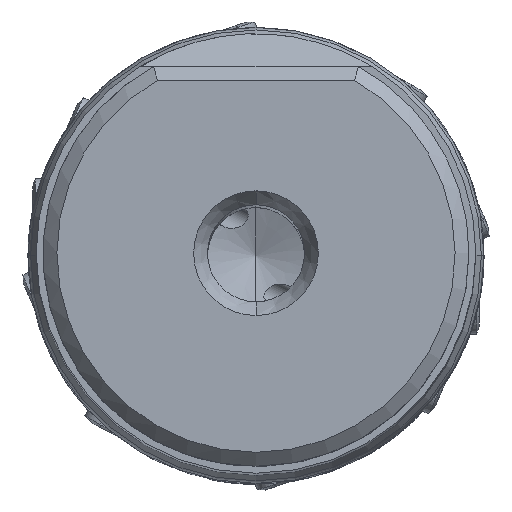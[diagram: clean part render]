
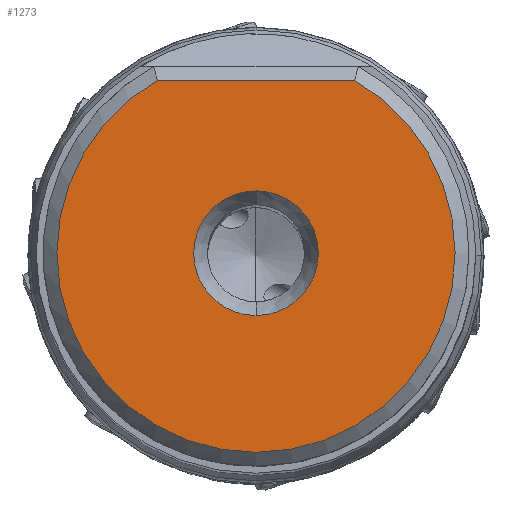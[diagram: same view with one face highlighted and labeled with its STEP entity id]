
A CAD part, top view. The second image highlights one B-rep face of the part: STEP entity #1273.
In plain terms, the highlighted planar face has unit normal (0, 0, 1).
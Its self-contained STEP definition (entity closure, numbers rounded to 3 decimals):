
#400=FACE_BOUND('',#3830,.T.);
#401=FACE_BOUND('',#3831,.T.);
#685=PLANE('',#19772);
#1273=ADVANCED_FACE('',(#400,#401),#685,.T.);
#3830=EDGE_LOOP('',(#10873,#10874,#10875));
#3831=EDGE_LOOP('',(#10876,#10877));
#4680=CIRCLE('',#19767,4.5);
#4681=CIRCLE('',#19769,14.375);
#4682=CIRCLE('',#19770,14.375);
#4683=CIRCLE('',#19771,4.5);
#5789=LINE('',#37865,#6766);
#6766=VECTOR('',#23610,1.);
#10873=ORIENTED_EDGE('',*,*,#16941,.F.);
#10874=ORIENTED_EDGE('',*,*,#16942,.F.);
#10875=ORIENTED_EDGE('',*,*,#16943,.T.);
#10876=ORIENTED_EDGE('',*,*,#16940,.F.);
#10877=ORIENTED_EDGE('',*,*,#16944,.F.);
#14608=VERTEX_POINT('',#37855);
#14609=VERTEX_POINT('',#37857);
#14610=VERTEX_POINT('',#37861);
#14611=VERTEX_POINT('',#37862);
#14612=VERTEX_POINT('',#37864);
#16940=EDGE_CURVE('',#14609,#14608,#4680,.T.);
#16941=EDGE_CURVE('',#14610,#14611,#4681,.T.);
#16942=EDGE_CURVE('',#14612,#14610,#4682,.T.);
#16943=EDGE_CURVE('',#14612,#14611,#5789,.T.);
#16944=EDGE_CURVE('',#14608,#14609,#4683,.T.);
#19767=AXIS2_PLACEMENT_3D('',#37858,#23602,#23603);
#19769=AXIS2_PLACEMENT_3D('',#37860,#23606,#23607);
#19770=AXIS2_PLACEMENT_3D('',#37863,#23608,#23609);
#19771=AXIS2_PLACEMENT_3D('',#37866,#23611,#23612);
#19772=AXIS2_PLACEMENT_3D('',#37867,#23613,#23614);
#23602=DIRECTION('',(0.,0.,1.));
#23603=DIRECTION('',(0.,1.,0.));
#23606=DIRECTION('',(0.,0.,-1.));
#23607=DIRECTION('',(0.,-1.,0.));
#23608=DIRECTION('',(0.,0.,-1.));
#23609=DIRECTION('',(0.496,0.869,0.));
#23610=DIRECTION('',(-1.,0.,0.));
#23611=DIRECTION('',(0.,0.,1.));
#23612=DIRECTION('',(0.,-1.,0.));
#23613=DIRECTION('',(0.,0.,1.));
#23614=DIRECTION('',(-1.,0.,0.));
#37855=CARTESIAN_POINT('',(0.,-4.5,0.));
#37857=CARTESIAN_POINT('',(0.,4.5,0.));
#37858=CARTESIAN_POINT('',(0.,0.,0.));
#37860=CARTESIAN_POINT('',(0.,0.,0.));
#37861=CARTESIAN_POINT('',(0.,-14.375,0.));
#37862=CARTESIAN_POINT('',(-7.125,12.485,0.));
#37863=CARTESIAN_POINT('',(0.,0.,0.));
#37864=CARTESIAN_POINT('',(7.125,12.485,0.));
#37865=CARTESIAN_POINT('',(7.125,12.485,0.));
#37866=CARTESIAN_POINT('',(0.,0.,0.));
#37867=CARTESIAN_POINT('',(0.,-0.945,0.));
